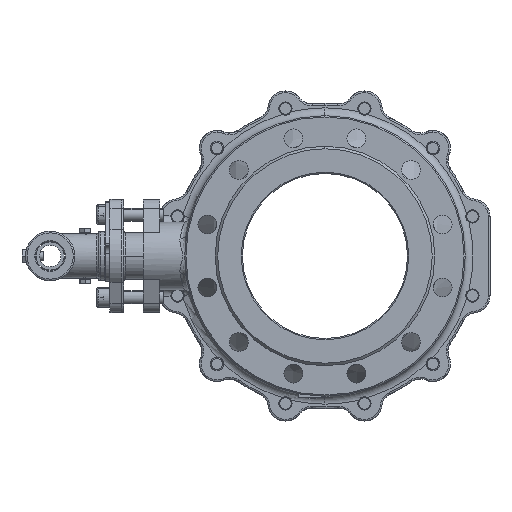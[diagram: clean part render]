
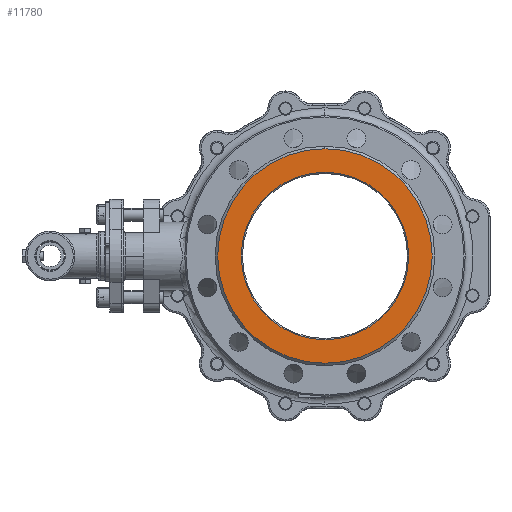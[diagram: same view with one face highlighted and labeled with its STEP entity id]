
A CAD part, left-side view. The second image highlights one B-rep face of the part: STEP entity #11780.
In plain terms, the highlighted planar face has unit normal (-1, 0, 0).
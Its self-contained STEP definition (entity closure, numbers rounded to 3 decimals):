
#266 = CARTESIAN_POINT ( 'NONE',  ( -120.905, 0., 0. ) ) ;
#455 = CARTESIAN_POINT ( 'NONE',  ( -120.905, 0., 100. ) ) ;
#1135 = AXIS2_PLACEMENT_3D ( 'NONE', #455, #11483, #20251 ) ;
#2273 = AXIS2_PLACEMENT_3D ( 'NONE', #266, #25500, #8570 ) ;
#5063 = CARTESIAN_POINT ( 'NONE',  ( -120.905, 0., -130. ) ) ;
#5878 = FACE_BOUND ( 'NONE', #30218, .T. ) ;
#6334 = CIRCLE ( 'NONE', #2273, 101.5 ) ;
#8502 = DIRECTION ( 'NONE',  ( 0., 0., 1. ) ) ;
#8570 = DIRECTION ( 'NONE',  ( 0., 0., 1. ) ) ;
#8638 = CARTESIAN_POINT ( 'NONE',  ( -120.905, 0., 0. ) ) ;
#8817 = DIRECTION ( 'NONE',  ( 1., 0., 0. ) ) ;
#9595 = FACE_OUTER_BOUND ( 'NONE', #34353, .T. ) ;
#10008 = EDGE_CURVE ( 'NONE', #16722, #20213, #6334, .T. ) ;
#10711 = VERTEX_POINT ( 'NONE', #5063 ) ;
#11224 = CARTESIAN_POINT ( 'NONE',  ( -120.905, 0., 0. ) ) ;
#11483 = DIRECTION ( 'NONE',  ( -1., 0., 0. ) ) ;
#11550 = DIRECTION ( 'NONE',  ( 0., 0., 1. ) ) ;
#11610 = AXIS2_PLACEMENT_3D ( 'NONE', #11224, #22207, #8502 ) ;
#11780 = ADVANCED_FACE ( 'NONE', ( #5878, #9595 ), #12485, .T. ) ;
#12176 = CIRCLE ( 'NONE', #16794, 101.5 ) ;
#12485 = PLANE ( 'NONE',  #1135 ) ;
#14578 = CIRCLE ( 'NONE', #22620, 130. ) ;
#14776 = CARTESIAN_POINT ( 'NONE',  ( -120.905, 0., 0. ) ) ;
#15618 = VERTEX_POINT ( 'NONE', #34485 ) ;
#16722 = VERTEX_POINT ( 'NONE', #20672 ) ;
#16794 = AXIS2_PLACEMENT_3D ( 'NONE', #14776, #8817, #28275 ) ;
#17419 = ORIENTED_EDGE ( 'NONE', *, *, #23793, .T. ) ;
#20213 = VERTEX_POINT ( 'NONE', #23100 ) ;
#20251 = DIRECTION ( 'NONE',  ( 0., 0., 1. ) ) ;
#20672 = CARTESIAN_POINT ( 'NONE',  ( -120.905, 0., 101.5 ) ) ;
#22207 = DIRECTION ( 'NONE',  ( -1., 0., 0. ) ) ;
#22620 = AXIS2_PLACEMENT_3D ( 'NONE', #8638, #27915, #11550 ) ;
#23100 = CARTESIAN_POINT ( 'NONE',  ( -120.905, 0., -101.5 ) ) ;
#23793 = EDGE_CURVE ( 'NONE', #15618, #10711, #34600, .T. ) ;
#25500 = DIRECTION ( 'NONE',  ( 1., 0., 0. ) ) ;
#27008 = EDGE_CURVE ( 'NONE', #10711, #15618, #14578, .T. ) ;
#27915 = DIRECTION ( 'NONE',  ( -1., 0., 0. ) ) ;
#28275 = DIRECTION ( 'NONE',  ( 0., 0., 1. ) ) ;
#29495 = ORIENTED_EDGE ( 'NONE', *, *, #31744, .T. ) ;
#30218 = EDGE_LOOP ( 'NONE', ( #34314, #29495 ) ) ;
#31744 = EDGE_CURVE ( 'NONE', #20213, #16722, #12176, .T. ) ;
#34314 = ORIENTED_EDGE ( 'NONE', *, *, #10008, .T. ) ;
#34353 = EDGE_LOOP ( 'NONE', ( #35306, #17419 ) ) ;
#34485 = CARTESIAN_POINT ( 'NONE',  ( -120.905, 0., 130. ) ) ;
#34600 = CIRCLE ( 'NONE', #11610, 130. ) ;
#35306 = ORIENTED_EDGE ( 'NONE', *, *, #27008, .T. ) ;
